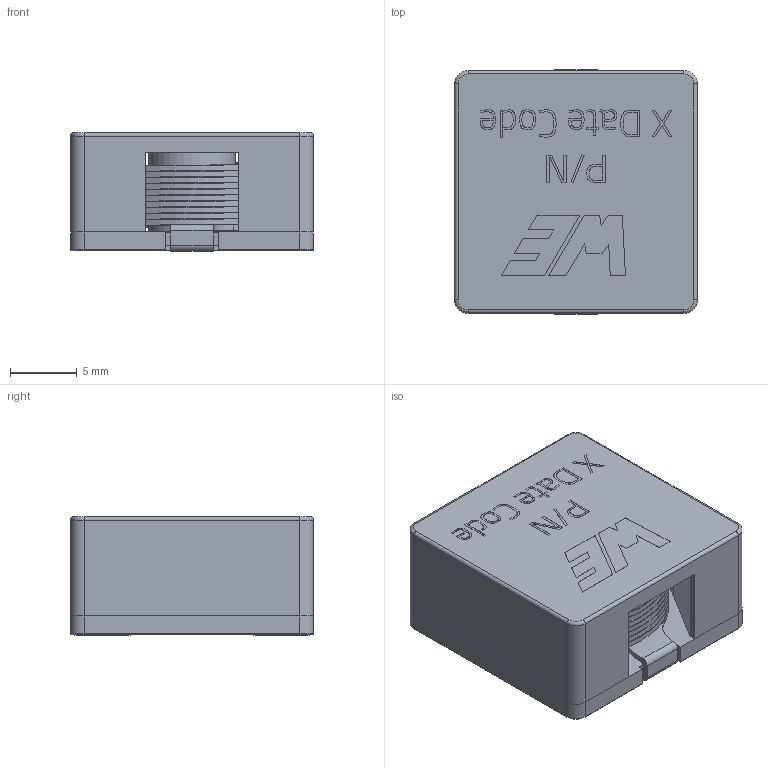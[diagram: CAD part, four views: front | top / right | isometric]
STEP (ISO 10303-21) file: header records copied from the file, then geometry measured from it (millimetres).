
FILE_DESCRIPTION(/* description */ ('Unknown'),/* implementation_level */ '2;1');
FILE_NAME(/* name */ '7443557xxx',/* time_stamp */ '2024-05-14T12:03:37+02:00',/* author */ ('Unknown'),/* organization */ ('Unknown'),/* preprocessor_version */ 'ST-DEVELOPER v16.7',/* originating_system */ 'Solid Edge',/* authorisation */ 'Unknown');
FILE_SCHEMA (('AUTOMOTIVE_DESIGN {1 0 10303 214 3 1 1}'));
Length unit declared in the file: millimetre
Products named in the file (4): 7443557x; Gehäuse; Boden; Spule
Assembly tree (3 placements, depth 2):
  7443557x
    Gehäuse
    Boden
    Spule
Bounding box: 18.2 x 18.3 x 8.9 mm (x, y, z)
Volume: 2325.4 mm3; surface area: 4929.6 mm2
Topology: 3 solids, 3 shells, 240 faces, 604 edges, 392 vertices
Faces by surface type: plane 161, cylinder 39, bspline 32, torus 8
Full cylindrical faces by diameter (mm): 6.5 x1
Entity records: 10657 total; most frequent: CARTESIAN_POINT 3811, ORIENTED_EDGE 1202, DIRECTION 911, EDGE_CURVE 601, VERTEX_POINT 392, LINE 323, VECTOR 323, AXIS2_PLACEMENT_3D 294
